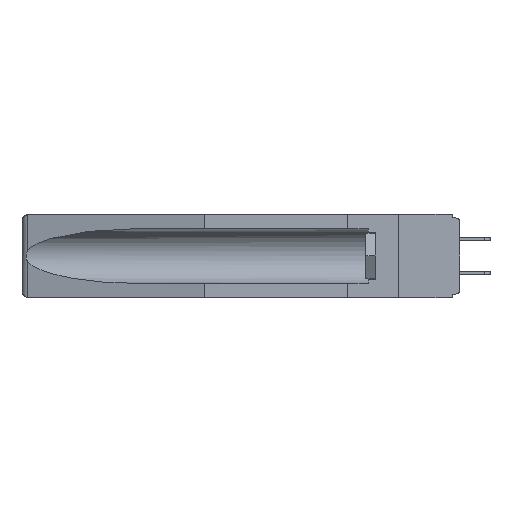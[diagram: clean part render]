
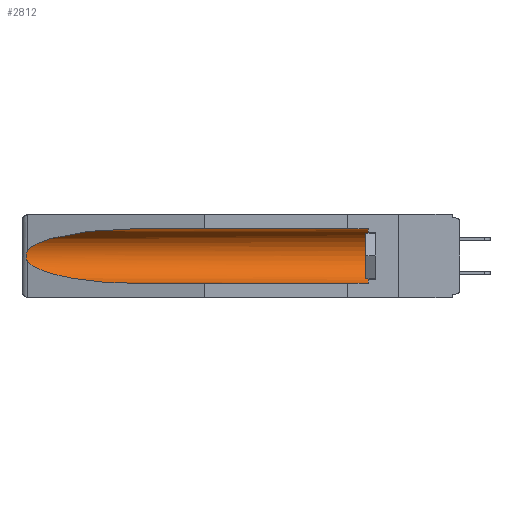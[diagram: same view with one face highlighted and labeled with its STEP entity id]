
A CAD part, left-side view. The second image highlights one B-rep face of the part: STEP entity #2812.
In plain terms, the highlighted cylindrical face has radius 2.857 mm (diameter 5.715 mm), a partial arc.
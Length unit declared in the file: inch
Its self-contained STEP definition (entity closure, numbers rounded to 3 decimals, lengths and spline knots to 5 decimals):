
#2601 = CARTESIAN_POINT ( 'NONE',  ( 0.155, 0.126, -0.059 ) ) ;
#2624 = CARTESIAN_POINT ( 'NONE',  ( 0.26537, 1.52718, -0.14972 ) ) ;
#2700 = CARTESIAN_POINT ( 'NONE',  ( 0.2675, 1.53308, -0.17534 ) ) ;
#2812 = ADVANCED_FACE ( 'NONE', ( #6988 ), #21139, .F. ) ;
#2817 = CARTESIAN_POINT ( 'NONE',  ( 0.155, 0.126, -0.284 ) ) ;
#2879 = CARTESIAN_POINT ( 'NONE',  ( 0.155, 1.07973, -0.284 ) ) ;
#3189 = CARTESIAN_POINT ( 'NONE',  ( 0.26537, 1.52718, -0.19328 ) ) ;
#3586 = DIRECTION ( 'NONE',  ( 0., 1., 0. ) ) ;
#3850 = ORIENTED_EDGE ( 'NONE', *, *, #11041, .F. ) ;
#4241 = DIRECTION ( 'NONE',  ( 0., 1., 0. ) ) ;
#4302 = CARTESIAN_POINT ( 'NONE',  ( 0.26654, 1.53092, -0.15636 ) ) ;
#4305 = CIRCLE ( 'NONE', #18056, 0.1125 ) ;
#4617 = CARTESIAN_POINT ( 'NONE',  ( 0.26597, 1.5296, -0.19026 ) ) ;
#5425 = CARTESIAN_POINT ( 'NONE',  ( 0.155, 1.07973, -0.059 ) ) ;
#6132 = CARTESIAN_POINT ( 'NONE',  ( 0.2675, 1.53308, -0.16763 ) ) ;
#6401 = CARTESIAN_POINT ( 'NONE',  ( 0.25451, 1.48313, -0.09465 ) ) ;
#6988 = FACE_OUTER_BOUND ( 'NONE', #9157, .T. ) ;
#7558 = ORIENTED_EDGE ( 'NONE', *, *, #14715, .T. ) ;
#7819 = CARTESIAN_POINT ( 'NONE',  ( 0.2673, 1.5327, -0.16383 ) ) ;
#7918 = CARTESIAN_POINT ( 'NONE',  ( 0.26537, 1.52718, -0.19328 ) ) ;
#7988 = CARTESIAN_POINT ( 'NONE',  ( 0.26537, 1.52718, -0.19328 ) ) ;
#8828 = CARTESIAN_POINT ( 'NONE',  ( 0.155, 1.07973, -0.284 ) ) ;
#8832 = CARTESIAN_POINT ( 'NONE',  ( 0.155, -0.30754, -0.059 ) ) ;
#8889 = ORIENTED_EDGE ( 'NONE', *, *, #16674, .T. ) ;
#9157 = EDGE_LOOP ( 'NONE', ( #15536, #10030, #7558, #3850, #8889, #15880 ) ) ;
#9317 = CARTESIAN_POINT ( 'NONE',  ( 0.155, -0.30754, -0.284 ) ) ;
#9699 = CARTESIAN_POINT ( 'NONE',  ( 0.25451, 1.48313, -0.24835 ) ) ;
#10030 = ORIENTED_EDGE ( 'NONE', *, *, #17905, .T. ) ;
#10126 = CARTESIAN_POINT ( 'NONE',  ( 0.155, 1.07973, -0.059 ) ) ;
#10531 = DIRECTION ( 'NONE',  ( 0., -1., 0. ) ) ;
#10815 = EDGE_CURVE ( 'NONE', #12605, #22780, #16723, .T. ) ;
#11041 = EDGE_CURVE ( 'NONE', #17088, #12640, #17286, .T. ) ;
#11770 = VERTEX_POINT ( 'NONE', #3189 ) ;
#12228 = AXIS2_PLACEMENT_3D ( 'NONE', #21316, #12418, #14348 ) ;
#12418 = DIRECTION ( 'NONE',  ( 0., 1., 0. ) ) ;
#12581 =( BOUNDED_CURVE ( )  B_SPLINE_CURVE ( 3, ( #7918, #9699, #22095, #2879 ),
 .UNSPECIFIED., .F., .T. ) 
 B_SPLINE_CURVE_WITH_KNOTS ( ( 4, 4 ),
 ( 0.1948, 1.5708 ),
 .UNSPECIFIED. ) 
 CURVE ( )  GEOMETRIC_REPRESENTATION_ITEM ( )  RATIONAL_B_SPLINE_CURVE ( ( 1., 0.848, 0.848, 1. ) ) 
 REPRESENTATION_ITEM ( '' )  );
#12605 = VERTEX_POINT ( 'NONE', #5425 ) ;
#12640 = VERTEX_POINT ( 'NONE', #8828 ) ;
#14104 = DIRECTION ( 'NONE',  ( 0., 0., 1. ) ) ;
#14348 = DIRECTION ( 'NONE',  ( 0., 0., 1. ) ) ;
#14715 = EDGE_CURVE ( 'NONE', #11770, #12640, #12581, .T. ) ;
#15536 = ORIENTED_EDGE ( 'NONE', *, *, #10815, .T. ) ;
#15880 = ORIENTED_EDGE ( 'NONE', *, *, #19515, .T. ) ;
#16465 = VECTOR ( 'NONE', #4241, 39.37008 ) ;
#16674 = EDGE_CURVE ( 'NONE', #17088, #22203, #4305, .T. ) ;
#16723 =( BOUNDED_CURVE ( )  B_SPLINE_CURVE ( 3, ( #10126, #22505, #6401, #17334 ),
 .UNSPECIFIED., .F., .F. ) 
 B_SPLINE_CURVE_WITH_KNOTS ( ( 4, 4 ),
 ( 4.71239, 6.08839 ),
 .UNSPECIFIED. ) 
 CURVE ( )  GEOMETRIC_REPRESENTATION_ITEM ( )  RATIONAL_B_SPLINE_CURVE ( ( 1., 0.848, 0.848, 1. ) ) 
 REPRESENTATION_ITEM ( '' )  );
#16836 = CARTESIAN_POINT ( 'NONE',  ( 0.2673, 1.53269, -0.17917 ) ) ;
#17088 = VERTEX_POINT ( 'NONE', #2817 ) ;
#17286 = LINE ( 'NONE', #9317, #16465 ) ;
#17334 = CARTESIAN_POINT ( 'NONE',  ( 0.26537, 1.52718, -0.14972 ) ) ;
#17429 = B_SPLINE_CURVE_WITH_KNOTS ( 'NONE', 3,
 ( #2624, #20528, #4302, #7819, #6132, #2700, #16836, #20218, #4617, #7988 ),
 .UNSPECIFIED., .F., .F.,
 ( 4, 2, 2, 2, 4 ),
 ( 0., 0.00029, 0.00058, 0.00087, 0.00117 ),
 .UNSPECIFIED. ) ;
#17812 = CARTESIAN_POINT ( 'NONE',  ( 0.155, 0.126, -0.1715 ) ) ;
#17905 = EDGE_CURVE ( 'NONE', #22780, #11770, #17429, .T. ) ;
#18056 = AXIS2_PLACEMENT_3D ( 'NONE', #17812, #10531, #14104 ) ;
#19515 = EDGE_CURVE ( 'NONE', #22203, #12605, #22093, .T. ) ;
#20218 = CARTESIAN_POINT ( 'NONE',  ( 0.26655, 1.53094, -0.18657 ) ) ;
#20528 = CARTESIAN_POINT ( 'NONE',  ( 0.26597, 1.52961, -0.15275 ) ) ;
#20726 = VECTOR ( 'NONE', #3586, 39.37008 ) ;
#21139 = CYLINDRICAL_SURFACE ( 'NONE', #12228, 0.1125 ) ;
#21316 = CARTESIAN_POINT ( 'NONE',  ( 0.155, -0.30754, -0.1715 ) ) ;
#22093 = LINE ( 'NONE', #8832, #20726 ) ;
#22095 = CARTESIAN_POINT ( 'NONE',  ( 0.21114, 1.30732, -0.284 ) ) ;
#22203 = VERTEX_POINT ( 'NONE', #2601 ) ;
#22479 = CARTESIAN_POINT ( 'NONE',  ( 0.26537, 1.52718, -0.14972 ) ) ;
#22505 = CARTESIAN_POINT ( 'NONE',  ( 0.21114, 1.30732, -0.059 ) ) ;
#22780 = VERTEX_POINT ( 'NONE', #22479 ) ;
